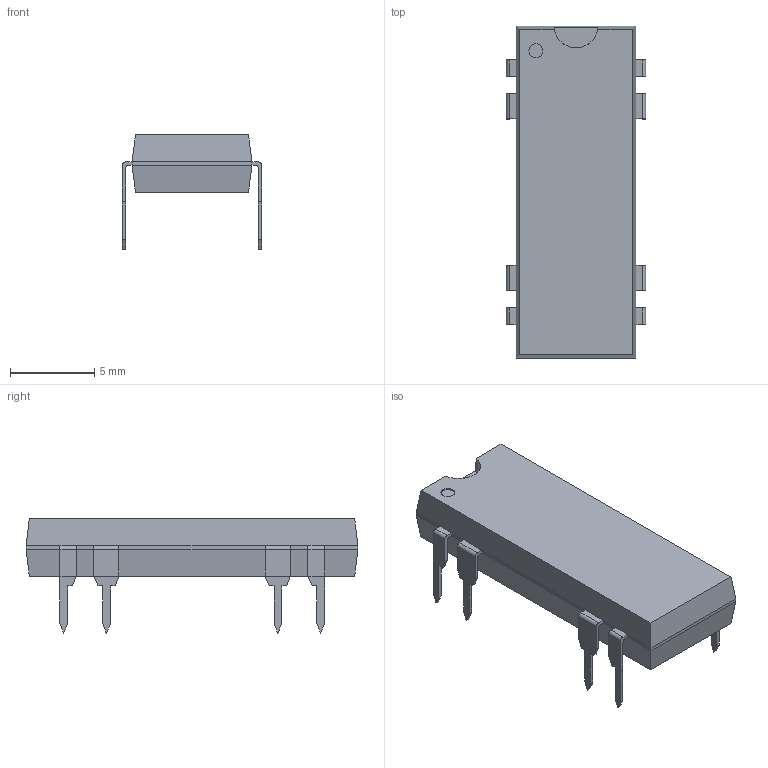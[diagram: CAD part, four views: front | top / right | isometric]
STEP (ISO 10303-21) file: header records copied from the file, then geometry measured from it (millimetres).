
FILE_DESCRIPTION(('FreeCAD Model'),'2;1');
FILE_NAME( 'he700.step', '2018-08-06T15:35:09',('Author'),(''), 'Open CASCADE STEP processor 6.9','FreeCAD','Unknown');
FILE_SCHEMA(('AUTOMOTIVE_DESIGN_CC2 { 1 2 10303 214 -1 1 5 4 }'));
Length unit declared in the file: millimetre
Products named in the file (1): Fusion001
Bounding box: 8.26 x 19.69 x 6.78 mm (x, y, z)
Volume: 463.8 mm3; surface area: 528.2 mm2
Topology: 1 solids, 1 shells, 162 faces, 413 edges, 254 vertices
Faces by surface type: plane 144, cylinder 18
Full cylindrical faces by diameter (mm): 0.827 x1
Entity records: 11299 total; most frequent: CARTESIAN_POINT 1808, DIRECTION 1555, LINE 1133, VECTOR 1133, ORIENTED_EDGE 826, PCURVE 826, DEFINITIONAL_REPRESENTATION 826, EDGE_CURVE 413
